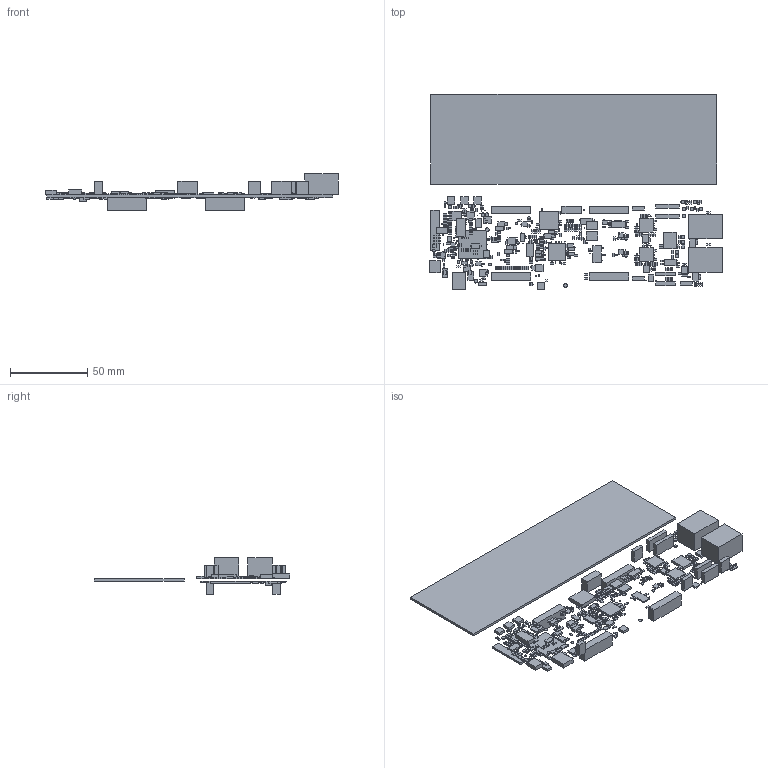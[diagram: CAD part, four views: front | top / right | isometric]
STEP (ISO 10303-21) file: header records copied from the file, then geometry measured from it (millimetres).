
FILE_DESCRIPTION(/* description */ ('PCB Design'),/* implementation_level */ '2;1');
FILE_NAME(/* name */ 'PROC109E3_BRD',/* time_stamp */ '2023-02-06T07:24:02-06:00',/* author */ ('a0271760'),/* organization */ (''),/* preprocessor_version */ 'ST-DEVELOPER v16',/* originating_system */ 'allegro_17.2P028',/* authorisation */ '');
FILE_SCHEMA (('AUTOMOTIVE_DESIGN { 1 0 10303 214 3 1 1 }'));
Length unit declared in the file: inch
Products named in the file (70): PROC109E3_BRD; BOARD_OUTLINE; COMPONENTS; HDR_1X2_61300211121_S_T_8-6; DIO_SMB_2-7; CON_RJ45-14_LPJG16314A4NL_S_R_T_13-6; VSSOP8_19-68_85X95_0-9; WSON8_19-68_80X80_0-8; CON_MUSBB5_629105150521_S_R_S_2-7; RECPT_2X10_CRD-081413-A_S_T_8-6; BGA293_19-68_440X440_1; EMIFIL_BLM18B_0603_0-7; CAP0603_1; CAP0201_0-5; LED_150040GS73220_40X20_SMD_0-4; QFN20_19-68_160X160_1; SOT553-5_0-6; CON_FLEX1X40_687140183622_S_R_S_1-3; LED_150060SS75000_70X40_SMD_0-8; SOT23-5_1-5; VSSOP8_25-59_120X120_1-1; USON10_TPD4E05U_40X100_0-6; X2QFN12_TUSB322I_60X60_0-4; XTAL4_LFXTAL055474_130X110_SMD_0-8; CON_USBC24_6327233_S_R_S_3-1; SW16_416131160808_460X230_SMD_2-7; IND4_DLW21H_90X60_SMD_1-4; TQFP128_15-74_550X550_1-2; QFN16_19-68_120X120_1_EP1-6; SOT23-123_1-2; QFN24_19-68_220X140_1; SC70-6; VSONHR8_TPS62823_60X80_1; IND0806_1-2; CAP1206_2; RES0406_0-5; SON6_25-59_85X85_0-8; X2SON8_15-74_70X50; TSSOP16_25-59_205X180; SOIC16_W_2-7 ...
Assembly tree (725 placements, depth 3):
  PROC109E3_BRD
    BOARD_OUTLINE
    COMPONENTS
      HDR_1X2_61300211121_S_T_8-6
      DIO_SMB_2-7
      CON_RJ45-14_LPJG16314A4NL_S_R_T_13-6  x2
      VSSOP8_19-68_85X95_0-9  x2
      WSON8_19-68_80X80_0-8
      CON_MUSBB5_629105150521_S_R_S_2-7
      RECPT_2X10_CRD-081413-A_S_T_8-6  x4
      BGA293_19-68_440X440_1
      EMIFIL_BLM18B_0603_0-7
      CAP0603_1  x10
      CAP0201_0-5  x200
      LED_150040GS73220_40X20_SMD_0-4  x7
      QFN20_19-68_160X160_1
      SOT553-5_0-6
      CON_FLEX1X40_687140183622_S_R_S_1-3
      LED_150060SS75000_70X40_SMD_0-8  x5
      SOT23-5_1-5  x2
      VSSOP8_25-59_120X120_1-1
      USON10_TPD4E05U_40X100_0-6
      X2QFN12_TUSB322I_60X60_0-4
      XTAL4_LFXTAL055474_130X110_SMD_0-8
      CON_USBC24_6327233_S_R_S_3-1
      SW16_416131160808_460X230_SMD_2-7
      IND4_DLW21H_90X60_SMD_1-4
      TQFP128_15-74_550X550_1-2
      QFN16_19-68_120X120_1_EP1-6
      SOT23-123_1-2
      QFN24_19-68_220X140_1
      SC70-6
      VSONHR8_TPS62823_60X80_1  x2
      IND0806_1-2  x2
      CAP1206_2  x2
      RES0406_0-5  x2
      SON6_25-59_85X85_0-8  x2
      X2SON8_15-74_70X50
      TSSOP16_25-59_205X180  x3
      SOIC16_W_2-7
      SC70-5_1-1  x2
      SW4_436331045822_190X190_SMD_1-7  x4
      DIO_DFN0201_0-4  x6
      RES0201_0-5  x3
      HDR_2X5_61301021121_S_T_8-6
      SON6_CSD17313Q2_80X80  x3
      IND0603_1  x9
      TSSOP14_25-59_205X180_1-2  x2
      TQFN42_19-68_140X360_0-8
      OSC4_ASEK_130X100_SMD_1-2
      TSSOP8_25-59_125X180_1-2  x2
      VSON10_TPS74801-Q1_120X120_1  x2
      TP40_SMD  x10
      QFN48_19-68_280X280_1_EP4-2  x2
      TP_40X65  x6
      SOT23-5  x4
      HDR_1X5_61300511121_S_T_8-6  x2
      HDR_1X6_61300611121_S_T_8-6  x2
      MSOP10_19-68_120X120_1-1  x2
      SON8_25-59_130X130_1
Bounding box: 189.74 x 126.93 x 23.78 mm (x, y, z)
Surface area: 42043.5 mm2 (no closed solid volume)
Topology: 0 solids, 724 shells, 4242 faces, 9106 edges, 5588 vertices
Faces by surface type: plane 4140, cylinder 102
Entity records: 17441 total; most frequent: DIRECTION 2563, AXIS2_PLACEMENT_3D 1864, ORIENTED_EDGE 1596, CARTESIAN_POINT 1410, EDGE_CURVE 866, VECTOR 854, LINE 854, PRODUCT_DEFINITION_SHAPE 795
